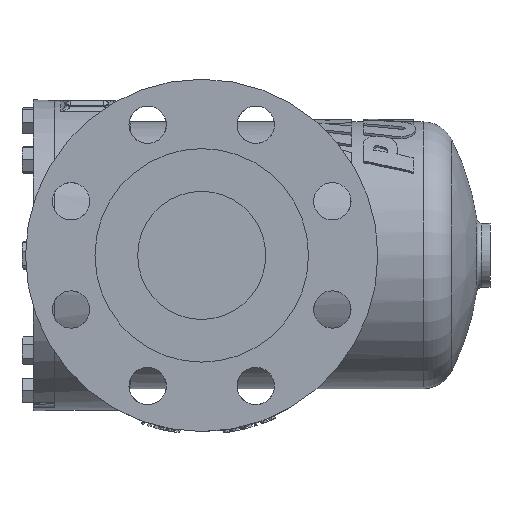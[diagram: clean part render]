
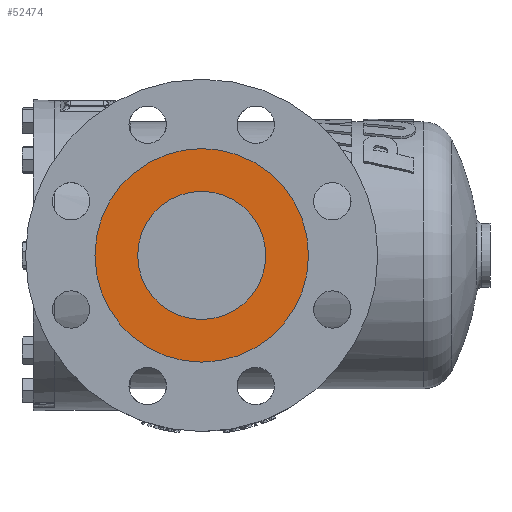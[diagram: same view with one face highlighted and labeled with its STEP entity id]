
A CAD part, left-side view. The second image highlights one B-rep face of the part: STEP entity #52474.
In plain terms, the highlighted planar face has unit normal (-1, 0, 0).
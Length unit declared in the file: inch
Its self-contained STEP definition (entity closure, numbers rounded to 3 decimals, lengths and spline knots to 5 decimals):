
#792 = CARTESIAN_POINT ( 'NONE',  ( -6., 0., -1.5 ) ) ;
#4934 = VERTEX_POINT ( 'NONE', #82310 ) ;
#5023 = CARTESIAN_POINT ( 'NONE',  ( -6., 0., 0. ) ) ;
#7815 = PLANE ( 'NONE',  #83704 ) ;
#8762 = AXIS2_PLACEMENT_3D ( 'NONE', #63999, #24606, #70635 ) ;
#9336 = VERTEX_POINT ( 'NONE', #792 ) ;
#10160 = EDGE_CURVE ( 'NONE', #9336, #48256, #12825, .T. ) ;
#11660 = DIRECTION ( 'NONE',  ( 0., 0., -1. ) ) ;
#12825 = CIRCLE ( 'NONE', #23418, 1.5 ) ;
#13161 = CIRCLE ( 'NONE', #8762, 2.5 ) ;
#14752 = DIRECTION ( 'NONE',  ( 1., 0., 0. ) ) ;
#15027 = AXIS2_PLACEMENT_3D ( 'NONE', #34830, #80811, #41416 ) ;
#17862 = EDGE_LOOP ( 'NONE', ( #80578, #44451 ) ) ;
#22406 = FACE_OUTER_BOUND ( 'NONE', #17862, .T. ) ;
#23418 = AXIS2_PLACEMENT_3D ( 'NONE', #5023, #51075, #11660 ) ;
#24606 = DIRECTION ( 'NONE',  ( 1., 0., 0. ) ) ;
#27028 = VERTEX_POINT ( 'NONE', #66002 ) ;
#27102 = CIRCLE ( 'NONE', #15027, 2.5 ) ;
#28901 = EDGE_CURVE ( 'NONE', #27028, #4934, #13161, .T. ) ;
#28924 = ORIENTED_EDGE ( 'NONE', *, *, #10160, .F. ) ;
#32077 = ORIENTED_EDGE ( 'NONE', *, *, #51980, .F. ) ;
#32173 = EDGE_CURVE ( 'NONE', #4934, #27028, #27102, .T. ) ;
#34830 = CARTESIAN_POINT ( 'NONE',  ( -6., 0., 0. ) ) ;
#35041 = DIRECTION ( 'NONE',  ( -1., 0., 0. ) ) ;
#36882 = CIRCLE ( 'NONE', #69405, 1.5 ) ;
#41416 = DIRECTION ( 'NONE',  ( 0., 0., -1. ) ) ;
#44451 = ORIENTED_EDGE ( 'NONE', *, *, #32173, .F. ) ;
#48256 = VERTEX_POINT ( 'NONE', #66634 ) ;
#51075 = DIRECTION ( 'NONE',  ( -1., 0., 0. ) ) ;
#51980 = EDGE_CURVE ( 'NONE', #48256, #9336, #36882, .T. ) ;
#52474 = ADVANCED_FACE ( 'NONE', ( #72797, #22406 ), #7815, .F. ) ;
#54123 = CARTESIAN_POINT ( 'NONE',  ( -6., 2.5, 0. ) ) ;
#60732 = DIRECTION ( 'NONE',  ( 0., 0., -1. ) ) ;
#62182 = EDGE_LOOP ( 'NONE', ( #28924, #32077 ) ) ;
#63999 = CARTESIAN_POINT ( 'NONE',  ( -6., 0., 0. ) ) ;
#66002 = CARTESIAN_POINT ( 'NONE',  ( -6., 0., -2.5 ) ) ;
#66634 = CARTESIAN_POINT ( 'NONE',  ( -6., 0., 1.5 ) ) ;
#69405 = AXIS2_PLACEMENT_3D ( 'NONE', #74445, #35041, #81012 ) ;
#70635 = DIRECTION ( 'NONE',  ( 0., 0., -1. ) ) ;
#72797 = FACE_BOUND ( 'NONE', #62182, .T. ) ;
#74445 = CARTESIAN_POINT ( 'NONE',  ( -6., 0., 0. ) ) ;
#80578 = ORIENTED_EDGE ( 'NONE', *, *, #28901, .F. ) ;
#80811 = DIRECTION ( 'NONE',  ( 1., 0., 0. ) ) ;
#81012 = DIRECTION ( 'NONE',  ( 0., 0., -1. ) ) ;
#82310 = CARTESIAN_POINT ( 'NONE',  ( -6., 0., 2.5 ) ) ;
#83704 = AXIS2_PLACEMENT_3D ( 'NONE', #54123, #14752, #60732 ) ;
